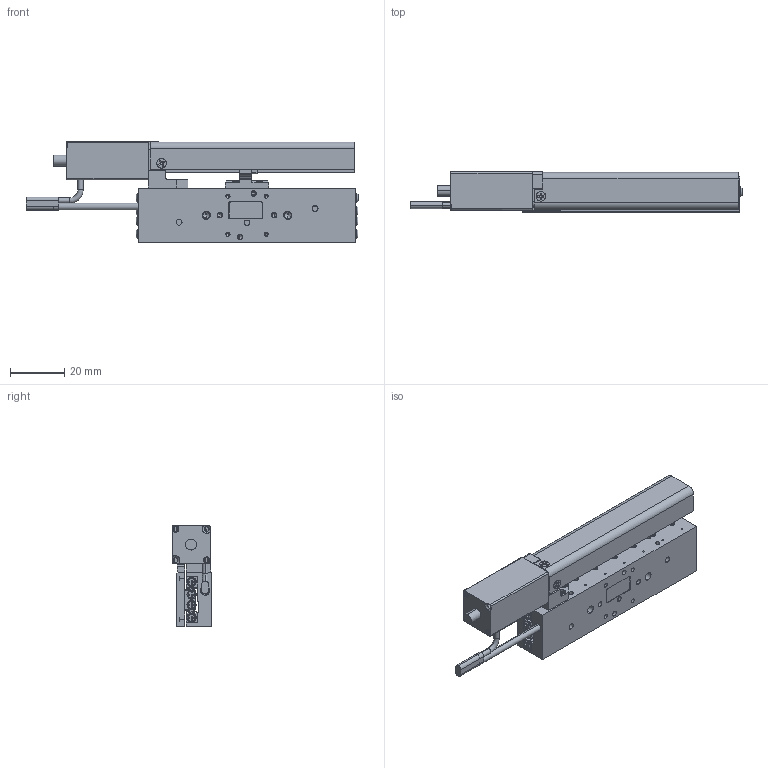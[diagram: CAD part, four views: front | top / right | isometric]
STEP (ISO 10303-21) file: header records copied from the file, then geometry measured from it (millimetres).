
FILE_DESCRIPTION (( 'STEP AP214' ), '1' );
FILE_NAME ('PPS-20-25016.STEP', '2023-08-03T19:04:29', ( '' ), ( '' ), 'SwSTEP 2.0', 'SolidWorks 2023', '' );
FILE_SCHEMA (( 'AUTOMOTIVE_DESIGN' ));
Length unit declared in the file: millimetre
Products named in the file (23): 130160 Bearing, NB, Slide Way, SVW 1000_SVW 1080-22Z Custom (Rigid at Center); 130221 Leadscrew, Standard Shaft, M3x0.2_64mm; 130221 Leadscrew Nut, PPS-20SM, Kozak M3x0.2mm; PPS-20, Carriage, Master Part_80mm; SCREW, MS-SCH, M-DIN_M1.6 x 0.35 x 04mm; PPS-20-25016; PPS-20, Base, Master Part_L80, No Ears; NB Slide Way SVW 1000 Center Way_SVW 1080; SCREW, MS-PFH, M-DIN_M2 x 0.4 x 05mm; 430677 PPS-20 Stepper Motor Bracket, Sanyo Motor; Set Screw, Cup-H, E-ASME_E1-72 x 1''16; SCREW, MS-SCH, M-DIN_M1.6 x 0.35 x 03mm; 430719 PPS-20 & 28 Leadscrew Cover, Sanyo Motor_PPS-20, 80mm; PPS-28, 90mm; Set Screw, Cup-H, E-ASME_E2-56 x 1''16; NB Slide Way SVW 1000 Rail_SVW 1080; Limit Switch and Motor Cable_SILVER LIMIT+MOTOR; PPS-20, Back Cover, Master Part; 110182 Sanyo motor 14mm_shortened shaft; SCREW, MS-PPH, M-JCIS_M1.6 x 0.35 x 4mm; SCREW, MS-PFH, E-NR_1-72 x 1''8in; NB Slide Way SVW 1000 Cage_SVW 1080-22Z Custom; SCREW, MS-PFH, M-DIN_M2 x 0.4 x 06mm; 430678 PPS-20 Leadscrew Nut Bracket, Kozak M3 with Sanyo 14mm
Assembly tree (44 placements, depth 3):
  PPS-20-25016
    PPS-20, Base, Master Part_L80, No Ears
    PPS-20, Back Cover, Master Part
    PPS-20, Carriage, Master Part_80mm
    SCREW, MS-PFH, M-DIN_M2 x 0.4 x 06mm  x7
    SCREW, MS-PFH, M-DIN_M2 x 0.4 x 05mm
    130160 Bearing, NB, Slide Way, SVW 1000_SVW 1080-22Z Custom (Rigid at Center)
      NB Slide Way SVW 1000 Rail_SVW 1080  x2
      NB Slide Way SVW 1000 Center Way_SVW 1080
      NB Slide Way SVW 1000 Cage_SVW 1080-22Z Custom  x2
    Set Screw, Cup-H, E-ASME_E1-72 x 1''16  x2
    Set Screw, Cup-H, E-ASME_E2-56 x 1''16  x6
    SCREW, MS-PPH, M-JCIS_M1.6 x 0.35 x 4mm  x6
    130221 Leadscrew Nut, PPS-20SM, Kozak M3x0.2mm
    130221 Leadscrew, Standard Shaft, M3x0.2_64mm
    430677 PPS-20 Stepper Motor Bracket, Sanyo Motor
    SCREW, MS-SCH, M-DIN_M1.6 x 0.35 x 04mm
    SCREW, MS-SCH, M-DIN_M1.6 x 0.35 x 03mm  x2
    110182 Sanyo motor 14mm_shortened shaft
    430678 PPS-20 Leadscrew Nut Bracket, Kozak M3 with Sanyo 14mm
    SCREW, MS-PFH, E-NR_1-72 x 1''8in  x3
    430719 PPS-20 & 28 Leadscrew Cover, Sanyo Motor_PPS-20, 80mm; PPS-28, 90mm
    Limit Switch and Motor Cable_SILVER LIMIT+MOTOR
Bounding box: 122.05 x 14.7 x 37.1 mm (x, y, z)
Volume: 27123.9 mm3; surface area: 29586 mm2
Topology: 45 solids, 45 shells, 2320 faces, 5859 edges, 3601 vertices
Faces by surface type: plane 908, cylinder 794, cone 556, torus 50, sphere 12
Full cylindrical faces by diameter (mm): 3 x1
Entity records: 44950 total; most frequent: CARTESIAN_POINT 8822, DIRECTION 7660, ORIENTED_EDGE 7110, EDGE_CURVE 3555, AXIS2_PLACEMENT_3D 2886, VERTEX_POINT 2278, VECTOR 1888, LINE 1888
